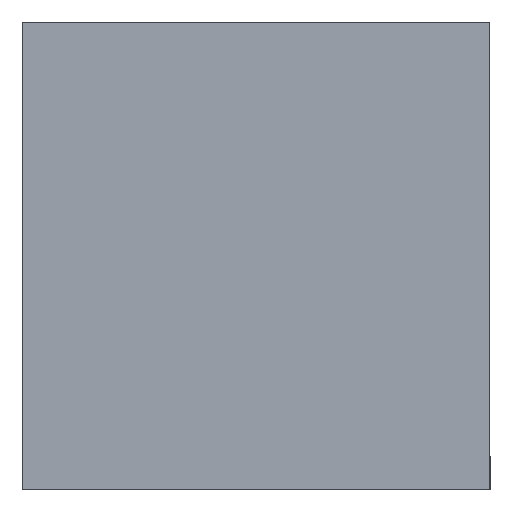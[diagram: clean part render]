
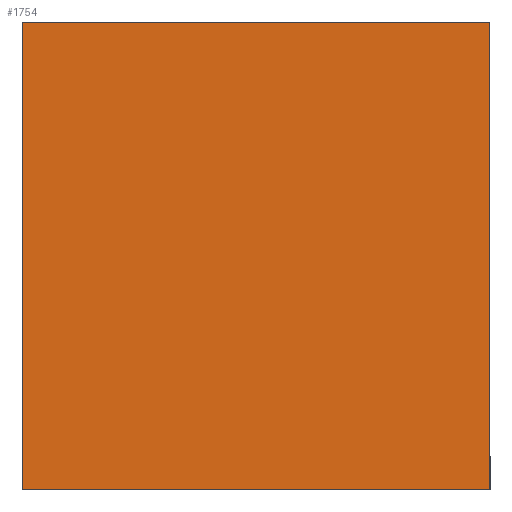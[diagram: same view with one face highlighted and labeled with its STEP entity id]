
A CAD part, left-side view. The second image highlights one B-rep face of the part: STEP entity #1754.
In plain terms, the highlighted planar face has unit normal (-1, 0, 0).
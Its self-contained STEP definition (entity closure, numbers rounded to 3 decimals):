
#1398 = FACE_OUTER_BOUND ( 'NONE', #3944, .T. ) ;
#1401 = AXIS2_PLACEMENT_3D ( 'NONE', #5982, #5983, #5984 ) ;
#1754 = ADVANCED_FACE ( 'NONE', ( #1398 ), #5981, .T. ) ;
#3125 = VECTOR ( 'NONE', #8800, 1000. ) ;
#3128 = VECTOR ( 'NONE', #8806, 1000. ) ;
#3129 = VECTOR ( 'NONE', #8809, 1000. ) ;
#3131 = VECTOR ( 'NONE', #8815, 1000. ) ;
#3903 = ORIENTED_EDGE ( 'NONE', *, *, #12588, .T. ) ;
#3904 = ORIENTED_EDGE ( 'NONE', *, *, #12589, .F. ) ;
#3905 = ORIENTED_EDGE ( 'NONE', *, *, #12586, .F. ) ;
#3906 = ORIENTED_EDGE ( 'NONE', *, *, #12591, .T. ) ;
#3944 = EDGE_LOOP ( 'NONE', ( #3906, #3904, #3905, #3903 ) ) ;
#4799 = VERTEX_POINT ( 'NONE', #8236 ) ;
#4800 = VERTEX_POINT ( 'NONE', #8237 ) ;
#4801 = VERTEX_POINT ( 'NONE', #8238 ) ;
#4802 = VERTEX_POINT ( 'NONE', #8239 ) ;
#5981 = PLANE ( 'NONE',  #1401 ) ;
#5982 = CARTESIAN_POINT ( 'NONE',  ( -4.85, -28.951, 2.5 ) ) ;
#5983 = DIRECTION ( 'NONE',  ( -1., 0., 0. ) ) ;
#5984 = DIRECTION ( 'NONE',  ( 0., 0., 1. ) ) ;
#8236 = CARTESIAN_POINT ( 'NONE',  ( -4.85, -2.5, 2.5 ) ) ;
#8237 = CARTESIAN_POINT ( 'NONE',  ( -4.85, -2.5, -2.5 ) ) ;
#8238 = CARTESIAN_POINT ( 'NONE',  ( -4.85, 2.5, -2.5 ) ) ;
#8239 = CARTESIAN_POINT ( 'NONE',  ( -4.85, 2.5, 2.5 ) ) ;
#8798 = LINE ( 'NONE', #8799, #3125 ) ;
#8799 = CARTESIAN_POINT ( 'NONE',  ( -4.85, -2.5, 2.5 ) ) ;
#8800 = DIRECTION ( 'NONE',  ( 0., 0., -1. ) ) ;
#8804 = LINE ( 'NONE', #8805, #3128 ) ;
#8805 = CARTESIAN_POINT ( 'NONE',  ( -4.85, -28.951, 2.5 ) ) ;
#8806 = DIRECTION ( 'NONE',  ( 0., 1., 0. ) ) ;
#8807 = LINE ( 'NONE', #8808, #3129 ) ;
#8808 = CARTESIAN_POINT ( 'NONE',  ( -4.85, -28.951, -2.5 ) ) ;
#8809 = DIRECTION ( 'NONE',  ( 0., 1., 0. ) ) ;
#8813 = LINE ( 'NONE', #8814, #3131 ) ;
#8814 = CARTESIAN_POINT ( 'NONE',  ( -4.85, 2.5, 2.5 ) ) ;
#8815 = DIRECTION ( 'NONE',  ( 0., 0., -1. ) ) ;
#12586 = EDGE_CURVE ( 'NONE', #4799, #4800, #8798, .T. ) ;
#12588 = EDGE_CURVE ( 'NONE', #4799, #4802, #8804, .T. ) ;
#12589 = EDGE_CURVE ( 'NONE', #4800, #4801, #8807, .T. ) ;
#12591 = EDGE_CURVE ( 'NONE', #4802, #4801, #8813, .T. ) ;
